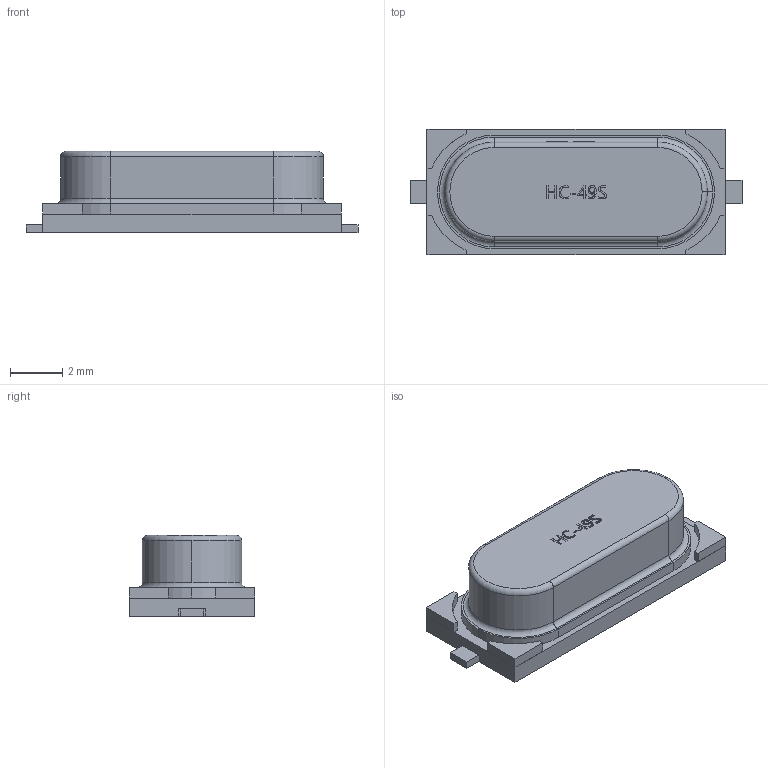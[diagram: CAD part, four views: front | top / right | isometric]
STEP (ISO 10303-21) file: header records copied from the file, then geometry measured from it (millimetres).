
FILE_DESCRIPTION (( 'STEP AP214' ), '1' );
FILE_NAME ('HC-49S_L11.4-W1.8-H3.0-LS12.7.step', '2022-06-24T03:51:50', ( '' ), ( '' ), 'SwSTEP 2.0', 'SolidWorks 2020', '' );
FILE_SCHEMA (( 'AUTOMOTIVE_DESIGN' ));
Length unit declared in the file: millimetre
Products named in the file (1): HC-49S_L11.4-W1.8-H3.0-LS12.7
Bounding box: 12.7 x 4.8 x 3.11 mm (x, y, z)
Volume: 127.2 mm3; surface area: 313.1 mm2
Topology: 8 solids, 8 shells, 436 faces, 1147 edges, 762 vertices
Faces by surface type: plane 269, bspline 147, cylinder 14, torus 6
Entity records: 21244 total; most frequent: CARTESIAN_POINT 6549, ORIENTED_EDGE 2294, DIRECTION 1467, EDGE_CURVE 1147, LINE 811, VECTOR 811, VERTEX_POINT 762, EDGE_LOOP 471
